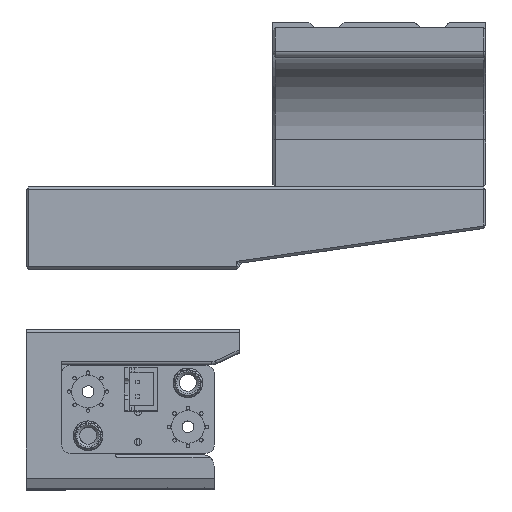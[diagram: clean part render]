
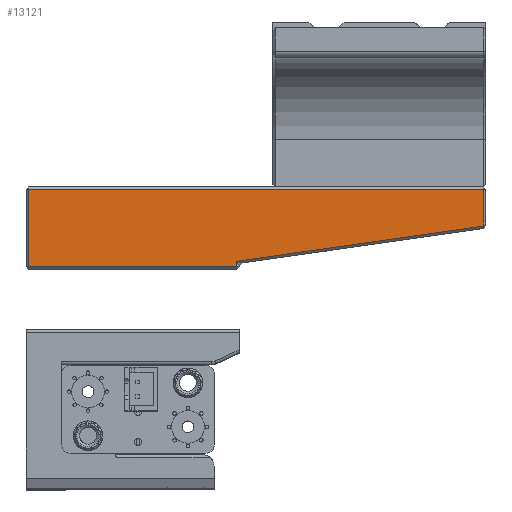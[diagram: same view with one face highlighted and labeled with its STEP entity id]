
A CAD part, top view. The second image highlights one B-rep face of the part: STEP entity #13121.
In plain terms, the highlighted planar face has unit normal (0, 0, 1).
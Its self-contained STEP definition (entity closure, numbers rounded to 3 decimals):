
#2506=FACE_OUTER_BOUND('',#3410,.T.);
#3410=EDGE_LOOP('',(#12047,#12048,#12049,#12050,#12051,#12052));
#4272=LINE('',#26267,#5171);
#4298=LINE('',#26321,#5197);
#4300=LINE('',#26324,#5199);
#4304=LINE('',#26330,#5203);
#4310=LINE('',#26340,#5209);
#4313=LINE('',#26345,#5212);
#5171=VECTOR('',#18113,10.);
#5197=VECTOR('',#18159,10.);
#5199=VECTOR('',#18163,10.);
#5203=VECTOR('',#18171,10.);
#5209=VECTOR('',#18185,10.);
#5212=VECTOR('',#18192,10.);
#6422=VERTEX_POINT('',#26250);
#6426=VERTEX_POINT('',#26262);
#6430=VERTEX_POINT('',#26279);
#6434=VERTEX_POINT('',#26290);
#6441=VERTEX_POINT('',#26309);
#6444=VERTEX_POINT('',#26316);
#8271=EDGE_CURVE('',#6422,#6426,#4272,.T.);
#8297=EDGE_CURVE('',#6434,#6444,#4298,.T.);
#8299=EDGE_CURVE('',#6444,#6441,#4300,.T.);
#8303=EDGE_CURVE('',#6441,#6430,#4304,.T.);
#8309=EDGE_CURVE('',#6426,#6434,#4310,.T.);
#8312=EDGE_CURVE('',#6430,#6422,#4313,.T.);
#12047=ORIENTED_EDGE('',*,*,#8297,.F.);
#12048=ORIENTED_EDGE('',*,*,#8309,.F.);
#12049=ORIENTED_EDGE('',*,*,#8271,.F.);
#12050=ORIENTED_EDGE('',*,*,#8312,.F.);
#12051=ORIENTED_EDGE('',*,*,#8303,.F.);
#12052=ORIENTED_EDGE('',*,*,#8299,.F.);
#12398=PLANE('',#14636);
#13121=ADVANCED_FACE('',(#2506),#12398,.T.);
#14636=AXIS2_PLACEMENT_3D('',#26360,#18215,#18216);
#18113=DIRECTION('',(0.,-1.,0.));
#18159=DIRECTION('',(0.,1.,0.));
#18163=DIRECTION('',(1.,0.,0.));
#18171=DIRECTION('',(0.,-1.,0.));
#18185=DIRECTION('',(-1.,0.,0.));
#18192=DIRECTION('',(-0.99,-0.141,0.));
#18215=DIRECTION('center_axis',(0.,0.,
1.));
#18216=DIRECTION('ref_axis',(1.,0.,0.));
#26250=CARTESIAN_POINT('',(17.727,11.604,5.75));
#26262=CARTESIAN_POINT('',(17.727,10.657,5.75));
#26267=CARTESIAN_POINT('',(17.727,13.757,5.75));
#26279=CARTESIAN_POINT('',(59.727,17.604,5.75));
#26290=CARTESIAN_POINT('',(-17.728,10.657,5.75));
#26309=CARTESIAN_POINT('',(59.727,23.857,5.75));
#26316=CARTESIAN_POINT('',(-17.728,23.857,5.75));
#26321=CARTESIAN_POINT('',(-17.728,20.757,5.75));
#26324=CARTESIAN_POINT('',(40.564,23.857,5.75));
#26330=CARTESIAN_POINT('',(59.727,17.257,5.75));
#26340=CARTESIAN_POINT('',(1.436,10.657,5.75));
#26345=CARTESIAN_POINT('',(19.898,11.914,5.75));
#26360=CARTESIAN_POINT('Origin',(21.,17.257,5.75));
